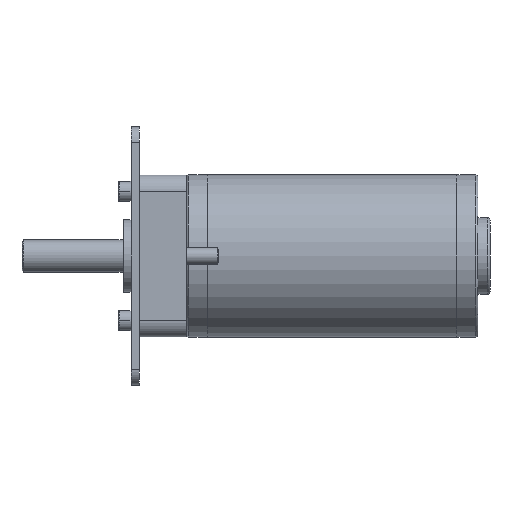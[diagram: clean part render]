
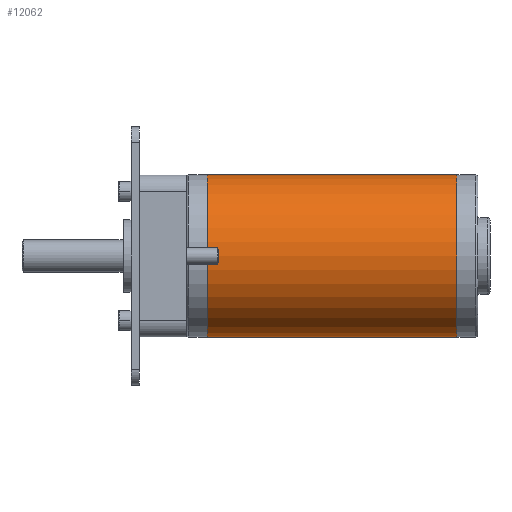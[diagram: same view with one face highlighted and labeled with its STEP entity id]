
A CAD part, left-side view. The second image highlights one B-rep face of the part: STEP entity #12062.
In plain terms, the highlighted cylindrical face has radius 32.004 mm (diameter 64.008 mm), a partial arc.
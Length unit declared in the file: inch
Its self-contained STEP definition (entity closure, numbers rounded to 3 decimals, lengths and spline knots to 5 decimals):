
#393 = CARTESIAN_POINT ( 'NONE',  ( 1.4, 4.303, 0.426 ) ) ;
#416 = DIRECTION ( 'NONE',  ( 0., 0., -1. ) ) ;
#657 = DIRECTION ( 'NONE',  ( -1., 0., 0. ) ) ;
#964 = VECTOR ( 'NONE', #8256, 39.37008 ) ;
#971 = LINE ( 'NONE', #8231, #975 ) ;
#975 = VECTOR ( 'NONE', #8324, 39.37008 ) ;
#980 = LINE ( 'NONE', #7827, #964 ) ;
#1027 = CIRCLE ( 'NONE', #7634, 1.26 ) ;
#2367 = CARTESIAN_POINT ( 'NONE',  ( 0.14, 4.303, 0.426 ) ) ;
#2370 = VERTEX_POINT ( 'NONE', #2367 ) ;
#2425 = CARTESIAN_POINT ( 'NONE',  ( 0.14, 4.303, -3.438 ) ) ;
#2547 = CARTESIAN_POINT ( 'NONE',  ( 2.66, 4.303, 0.426 ) ) ;
#2837 = VERTEX_POINT ( 'NONE', #2425 ) ;
#2931 = CARTESIAN_POINT ( 'NONE',  ( 2.66, 4.303, -3.438 ) ) ;
#2983 = VERTEX_POINT ( 'NONE', #2547 ) ;
#3101 = VERTEX_POINT ( 'NONE', #2931 ) ;
#3222 = EDGE_LOOP ( 'NONE', ( #11796, #11895, #11888, #11938 ) ) ;
#3651 = CIRCLE ( 'NONE', #4349, 1.26 ) ;
#4349 = AXIS2_PLACEMENT_3D ( 'NONE', #5059, #5017, #5018 ) ;
#5017 = DIRECTION ( 'NONE',  ( 0., 0., -1. ) ) ;
#5018 = DIRECTION ( 'NONE',  ( -1., 0., 0. ) ) ;
#5059 = CARTESIAN_POINT ( 'NONE',  ( 1.4, 4.303, -3.438 ) ) ;
#6801 = FACE_OUTER_BOUND ( 'NONE', #3222, .T. ) ;
#6810 = CYLINDRICAL_SURFACE ( 'NONE', #11367, 1.26 ) ;
#7465 = EDGE_CURVE ( 'NONE', #2983, #3101, #980, .T. ) ;
#7466 = EDGE_CURVE ( 'NONE', #2370, #2983, #1027, .T. ) ;
#7467 = EDGE_CURVE ( 'NONE', #2370, #2837, #971, .T. ) ;
#7634 = AXIS2_PLACEMENT_3D ( 'NONE', #8285, #8246, #8319 ) ;
#7827 = CARTESIAN_POINT ( 'NONE',  ( 2.66, 4.303, 0.426 ) ) ;
#8231 = CARTESIAN_POINT ( 'NONE',  ( 0.14, 4.303, 0.426 ) ) ;
#8246 = DIRECTION ( 'NONE',  ( 0., 0., -1. ) ) ;
#8256 = DIRECTION ( 'NONE',  ( 0., 0., -1. ) ) ;
#8285 = CARTESIAN_POINT ( 'NONE',  ( 1.4, 4.303, 0.426 ) ) ;
#8319 = DIRECTION ( 'NONE',  ( -1., 0., 0. ) ) ;
#8324 = DIRECTION ( 'NONE',  ( 0., 0., -1. ) ) ;
#11012 = EDGE_CURVE ( 'NONE', #2837, #3101, #3651, .T. ) ;
#11367 = AXIS2_PLACEMENT_3D ( 'NONE', #393, #416, #657 ) ;
#11796 = ORIENTED_EDGE ( 'NONE', *, *, #7466, .T. ) ;
#11888 = ORIENTED_EDGE ( 'NONE', *, *, #11012, .F. ) ;
#11895 = ORIENTED_EDGE ( 'NONE', *, *, #7465, .T. ) ;
#11938 = ORIENTED_EDGE ( 'NONE', *, *, #7467, .F. ) ;
#12062 = ADVANCED_FACE ( 'NONE', ( #6801 ), #6810, .T. ) ;
